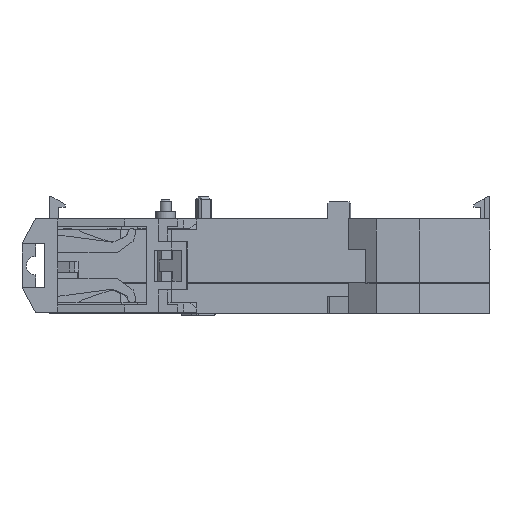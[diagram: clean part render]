
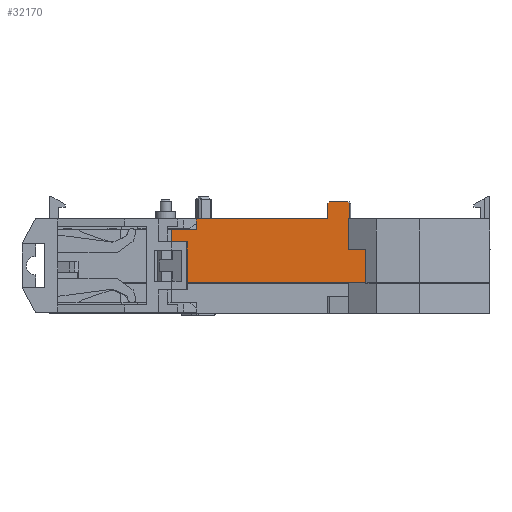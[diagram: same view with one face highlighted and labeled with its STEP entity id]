
A CAD part, front view. The second image highlights one B-rep face of the part: STEP entity #32170.
In plain terms, the highlighted planar face has unit normal (0, -1, 0).
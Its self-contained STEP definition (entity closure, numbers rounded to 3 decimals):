
#209 = EDGE_CURVE ( 'NONE', #40888, #30344, #10081, .T. ) ;
#466 = LINE ( 'NONE', #50245, #43675 ) ;
#2622 = LINE ( 'NONE', #26038, #21161 ) ;
#2974 = VECTOR ( 'NONE', #38132, 1000. ) ;
#3425 = FACE_OUTER_BOUND ( 'NONE', #48966, .T. ) ;
#3824 = CARTESIAN_POINT ( 'NONE',  ( -3.027, -30.607, 9.4 ) ) ;
#3965 = VECTOR ( 'NONE', #35995, 1000. ) ;
#5041 = VERTEX_POINT ( 'NONE', #61021 ) ;
#5866 = DIRECTION ( 'NONE',  ( 1., 0., 0. ) ) ;
#7138 = DIRECTION ( 'NONE',  ( 0.713, 0., 0.702 ) ) ;
#8413 = EDGE_CURVE ( 'NONE', #68665, #37161, #25369, .T. ) ;
#8954 = VECTOR ( 'NONE', #52998, 1000. ) ;
#9490 = VERTEX_POINT ( 'NONE', #26144 ) ;
#9582 = CARTESIAN_POINT ( 'NONE',  ( -6.437, -30.607, 9.4 ) ) ;
#9800 = LINE ( 'NONE', #31202, #8954 ) ;
#10081 = LINE ( 'NONE', #3824, #2974 ) ;
#10431 = VECTOR ( 'NONE', #60186, 1000. ) ;
#10553 = VECTOR ( 'NONE', #72476, 1000. ) ;
#12420 = VERTEX_POINT ( 'NONE', #66440 ) ;
#12865 = ORIENTED_EDGE ( 'NONE', *, *, #59751, .T. ) ;
#13041 = EDGE_CURVE ( 'NONE', #34785, #9490, #64010, .T. ) ;
#13607 = ORIENTED_EDGE ( 'NONE', *, *, #62154, .F. ) ;
#13805 = DIRECTION ( 'NONE',  ( 0., 0., -1. ) ) ;
#14222 = DIRECTION ( 'NONE',  ( 0., 0., -1. ) ) ;
#14288 = DIRECTION ( 'NONE',  ( 0., -1., 0. ) ) ;
#15516 = ORIENTED_EDGE ( 'NONE', *, *, #23658, .F. ) ;
#16396 = VERTEX_POINT ( 'NONE', #34110 ) ;
#16758 = LINE ( 'NONE', #39165, #57461 ) ;
#17822 = ORIENTED_EDGE ( 'NONE', *, *, #209, .T. ) ;
#19135 = CARTESIAN_POINT ( 'NONE',  ( -38.827, -30.607, 4.3 ) ) ;
#20894 = CARTESIAN_POINT ( 'NONE',  ( -3.027, -30.607, 6.3 ) ) ;
#21161 = VECTOR ( 'NONE', #14222, 1000. ) ;
#22251 = ORIENTED_EDGE ( 'NONE', *, *, #37925, .F. ) ;
#23093 = VECTOR ( 'NONE', #7138, 1000. ) ;
#23658 = EDGE_CURVE ( 'NONE', #40888, #37161, #466, .T. ) ;
#25262 = CARTESIAN_POINT ( 'NONE',  ( -34.227, -30.607, 6.3 ) ) ;
#25369 = LINE ( 'NONE', #54981, #10431 ) ;
#26038 = CARTESIAN_POINT ( 'NONE',  ( -38.827, -30.607, 6.3 ) ) ;
#26144 = CARTESIAN_POINT ( 'NONE',  ( -34.227, -30.607, 4.3 ) ) ;
#27239 = LINE ( 'NONE', #30174, #33405 ) ;
#27494 = DIRECTION ( 'NONE',  ( 0.713, 0., -0.702 ) ) ;
#30174 = CARTESIAN_POINT ( 'NONE',  ( -10.093, -30.607, 6.3 ) ) ;
#30344 = VERTEX_POINT ( 'NONE', #36318 ) ;
#31018 = LINE ( 'NONE', #46826, #23093 ) ;
#31202 = CARTESIAN_POINT ( 'NONE',  ( -48.851, -30.607, 4.3 ) ) ;
#31220 = VECTOR ( 'NONE', #34867, 1000. ) ;
#32170 = ADVANCED_FACE ( 'NONE', ( #3425 ), #65695, .T. ) ;
#33405 = VECTOR ( 'NONE', #69699, 1000. ) ;
#34110 = CARTESIAN_POINT ( 'NONE',  ( -3.027, -30.607, 6.3 ) ) ;
#34785 = VERTEX_POINT ( 'NONE', #25262 ) ;
#34867 = DIRECTION ( 'NONE',  ( 1., 0., 0. ) ) ;
#35840 = EDGE_CURVE ( 'NONE', #37410, #9490, #9800, .T. ) ;
#35995 = DIRECTION ( 'NONE',  ( 0., 0., -1. ) ) ;
#36318 = CARTESIAN_POINT ( 'NONE',  ( -9.788, -30.607, 9.4 ) ) ;
#36353 = ORIENTED_EDGE ( 'NONE', *, *, #8413, .T. ) ;
#37161 = VERTEX_POINT ( 'NONE', #56228 ) ;
#37410 = VERTEX_POINT ( 'NONE', #19135 ) ;
#37925 = EDGE_CURVE ( 'NONE', #68665, #16396, #16758, .T. ) ;
#38132 = DIRECTION ( 'NONE',  ( -1., 0., 0. ) ) ;
#39165 = CARTESIAN_POINT ( 'NONE',  ( -62.626, -30.607, 6.3 ) ) ;
#40888 = VERTEX_POINT ( 'NONE', #9582 ) ;
#43089 = CARTESIAN_POINT ( 'NONE',  ( -10.093, -30.607, 9.1 ) ) ;
#43675 = VECTOR ( 'NONE', #27494, 1000. ) ;
#46738 = VERTEX_POINT ( 'NONE', #61556 ) ;
#46826 = CARTESIAN_POINT ( 'NONE',  ( -9.877, -30.607, 9.313 ) ) ;
#48966 = EDGE_LOOP ( 'NONE', ( #72989, #13607, #51693, #70343, #55061, #69287, #12865, #22251, #36353, #15516, #17822, #59799 ) ) ;
#49488 = EDGE_CURVE ( 'NONE', #58584, #5041, #27239, .T. ) ;
#50245 = CARTESIAN_POINT ( 'NONE',  ( -6.159, -30.607, 9.126 ) ) ;
#51650 = AXIS2_PLACEMENT_3D ( 'NONE', #54311, #14288, #13805 ) ;
#51693 = ORIENTED_EDGE ( 'NONE', *, *, #13041, .T. ) ;
#52455 = LINE ( 'NONE', #68699, #31220 ) ;
#52910 = LINE ( 'NONE', #68257, #65232 ) ;
#52998 = DIRECTION ( 'NONE',  ( 1., 0., 0. ) ) ;
#54311 = CARTESIAN_POINT ( 'NONE',  ( -3.027, -30.607, 6.3 ) ) ;
#54323 = CARTESIAN_POINT ( 'NONE',  ( -6.133, -30.607, 6.3 ) ) ;
#54981 = CARTESIAN_POINT ( 'NONE',  ( -6.133, -30.607, 6.3 ) ) ;
#55061 = ORIENTED_EDGE ( 'NONE', *, *, #72810, .T. ) ;
#56228 = CARTESIAN_POINT ( 'NONE',  ( -6.133, -30.607, 9.1 ) ) ;
#57097 = EDGE_CURVE ( 'NONE', #58584, #30344, #31018, .T. ) ;
#57461 = VECTOR ( 'NONE', #5866, 1000. ) ;
#58584 = VERTEX_POINT ( 'NONE', #43089 ) ;
#59751 = EDGE_CURVE ( 'NONE', #12420, #16396, #60942, .T. ) ;
#59799 = ORIENTED_EDGE ( 'NONE', *, *, #57097, .F. ) ;
#59977 = EDGE_CURVE ( 'NONE', #12420, #46738, #52910, .T. ) ;
#60186 = DIRECTION ( 'NONE',  ( 0., 0., 1. ) ) ;
#60942 = LINE ( 'NONE', #20894, #10553 ) ;
#61021 = CARTESIAN_POINT ( 'NONE',  ( -10.093, -30.607, 6.3 ) ) ;
#61556 = CARTESIAN_POINT ( 'NONE',  ( -38.827, -30.607, -5.6 ) ) ;
#62154 = EDGE_CURVE ( 'NONE', #34785, #5041, #52455, .T. ) ;
#64010 = LINE ( 'NONE', #69586, #3965 ) ;
#65232 = VECTOR ( 'NONE', #68491, 1000. ) ;
#65695 = PLANE ( 'NONE',  #51650 ) ;
#66440 = CARTESIAN_POINT ( 'NONE',  ( -3.027, -30.607, -5.6 ) ) ;
#68257 = CARTESIAN_POINT ( 'NONE',  ( -29.308, -30.607, -5.6 ) ) ;
#68491 = DIRECTION ( 'NONE',  ( -1., 0., 0. ) ) ;
#68665 = VERTEX_POINT ( 'NONE', #54323 ) ;
#68699 = CARTESIAN_POINT ( 'NONE',  ( -62.626, -30.607, 6.3 ) ) ;
#69287 = ORIENTED_EDGE ( 'NONE', *, *, #59977, .F. ) ;
#69586 = CARTESIAN_POINT ( 'NONE',  ( -34.227, -30.607, 7.3 ) ) ;
#69699 = DIRECTION ( 'NONE',  ( 0., 0., -1. ) ) ;
#70343 = ORIENTED_EDGE ( 'NONE', *, *, #35840, .F. ) ;
#72476 = DIRECTION ( 'NONE',  ( 0., 0., 1. ) ) ;
#72810 = EDGE_CURVE ( 'NONE', #37410, #46738, #2622, .T. ) ;
#72989 = ORIENTED_EDGE ( 'NONE', *, *, #49488, .T. ) ;
